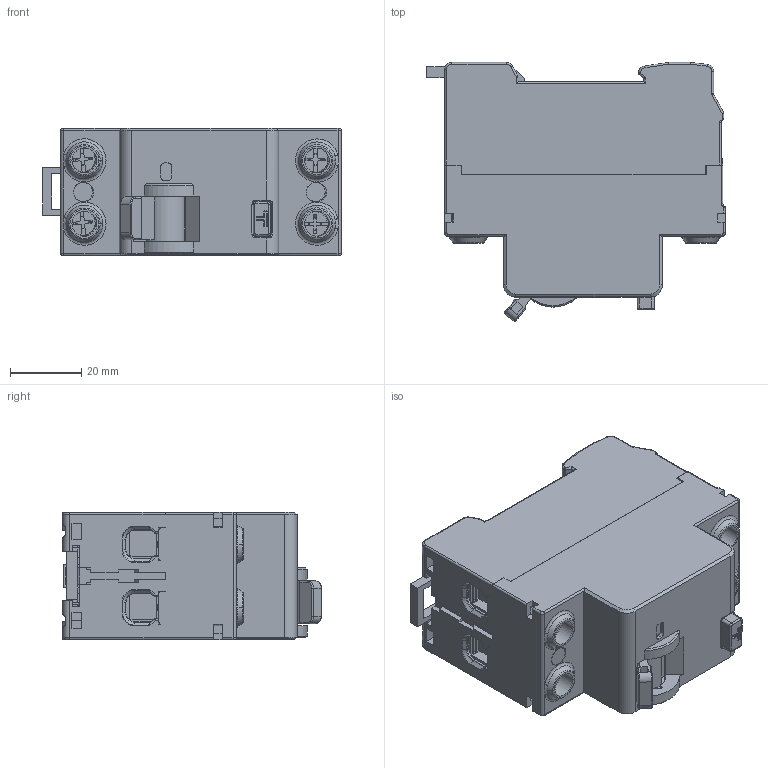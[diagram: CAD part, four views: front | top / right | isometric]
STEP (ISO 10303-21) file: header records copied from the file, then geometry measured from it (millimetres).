
FILE_DESCRIPTION((''),'2;1');
FILE_NAME('2291000800_ASM_SW0001','2019-12-12T',('linxiao.guan'),(''),'PRO/ENGINEER BY PARAMETRIC TECHNOLOGY CORPORATION, 2015440','PRO/ENGINEER BY PARAMETRIC TECHNOLOGY CORPORATION, 2015440','');
FILE_SCHEMA(('CONFIG_CONTROL_DESIGN'));
Products named in the file (1): 2291000800_ASM_SW0001
Bounding box: 83.91 x 72.83 x 35.8 mm (x, y, z)
Volume: 130937 mm3; surface area: 54144.6 mm2
Topology: 1 solids, 1 shells, 1907 faces, 5735 edges, 3731 vertices
Faces by surface type: plane 1193, cylinder 463, torus 166, cone 49, sphere 18, bspline 18
Entity records: 67892 total; most frequent: CARTESIAN_POINT 15472, ORIENTED_EDGE 11426, DIRECTION 10740, EDGE_CURVE 5713, VECTOR 3882, LINE 3882, VERTEX_POINT 3731, AXIS2_PLACEMENT_3D 3429
